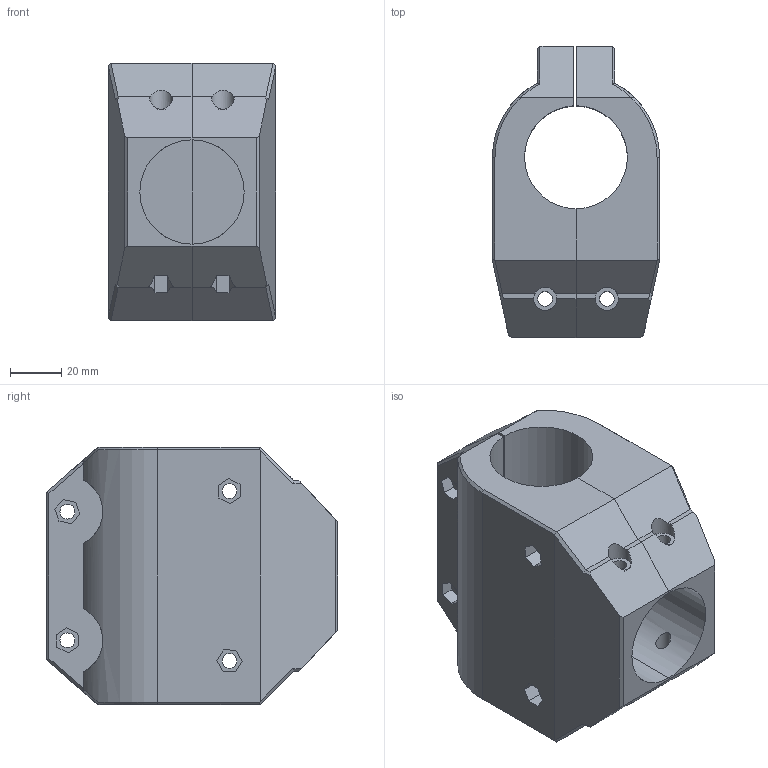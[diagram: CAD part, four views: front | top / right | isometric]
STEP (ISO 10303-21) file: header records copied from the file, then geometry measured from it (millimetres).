
FILE_DESCRIPTION(/* description */ (''),/* implementation_level */ '2;1');
FILE_NAME(/* name */ 'PVC T-Piece.step',/* time_stamp */ '2025-07-11T11:32:06+02:00',/* author */ (''),/* organization */ (''),/* preprocessor_version */ 'ST-DEVELOPER v20.1',/* originating_system */ 'Autodesk Translation Framework v14.10.0.0',/* authorisation */ '');
FILE_SCHEMA (('AUTOMOTIVE_DESIGN { 1 0 10303 214 3 1 1 }'));
Length unit declared in the file: millimetre
Products named in the file (1): PVC T-Piece
Bounding box: 65 x 113.15 x 100 mm (x, y, z)
Volume: 378598.4 mm3; surface area: 69896.2 mm2
Topology: 2 solids, 2 shells, 140 faces, 384 edges, 254 vertices
Faces by surface type: plane 106, cylinder 26, cone 4, bspline 4
Full cylindrical faces by diameter (mm): 5.75 x12, 9 x2, 10 x2
Entity records: 4770 total; most frequent: CARTESIAN_POINT 1143, ORIENTED_EDGE 768, DIRECTION 688, EDGE_CURVE 384, LINE 290, VECTOR 290, VERTEX_POINT 254, AXIS2_PLACEMENT_3D 199
